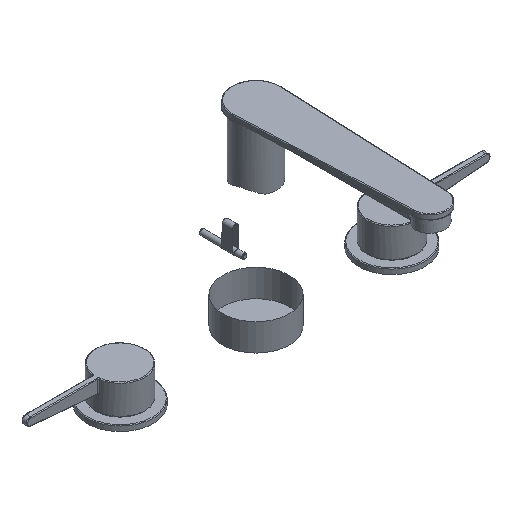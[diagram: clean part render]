
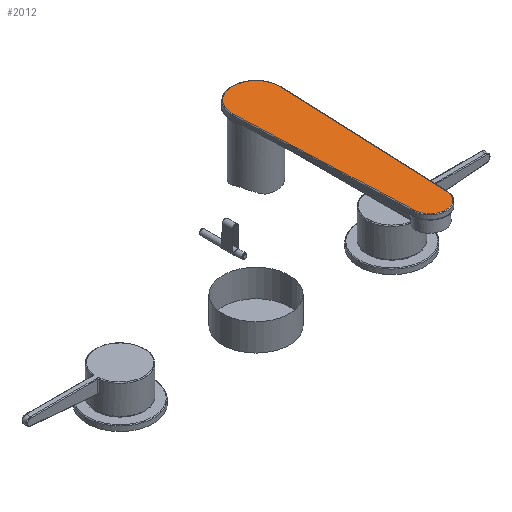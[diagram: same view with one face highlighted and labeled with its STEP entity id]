
A CAD part, isometric view. The second image highlights one B-rep face of the part: STEP entity #2012.
In plain terms, the highlighted planar face has unit normal (0, 0, 1).
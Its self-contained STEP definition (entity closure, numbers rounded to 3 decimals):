
#169=PLANE('',#2396);
#306=FACE_OUTER_BOUND('',#448,.T.);
#448=EDGE_LOOP('',(#1743,#1744,#1745,#1746));
#562=LINE('',#4221,#672);
#563=LINE('',#4228,#673);
#672=VECTOR('',#3016,127.886);
#673=VECTOR('',#3027,127.886);
#810=CIRCLE('',#2388,17.4);
#814=CIRCLE('',#2394,12.);
#995=VERTEX_POINT('',#4214);
#996=VERTEX_POINT('',#4215);
#997=VERTEX_POINT('',#4220);
#998=VERTEX_POINT('',#4224);
#1252=EDGE_CURVE('',#995,#996,#810,.T.);
#1255=EDGE_CURVE('',#995,#997,#562,.T.);
#1257=EDGE_CURVE('',#998,#997,#814,.T.);
#1259=EDGE_CURVE('',#998,#996,#563,.T.);
#1743=ORIENTED_EDGE('',*,*,#1257,.T.);
#1744=ORIENTED_EDGE('',*,*,#1255,.F.);
#1745=ORIENTED_EDGE('',*,*,#1252,.T.);
#1746=ORIENTED_EDGE('',*,*,#1259,.F.);
#2012=ADVANCED_FACE('',(#306),#169,.T.);
#2388=AXIS2_PLACEMENT_3D('',#4216,#3008,#3009);
#2394=AXIS2_PLACEMENT_3D('',#4225,#3021,#3022);
#2396=AXIS2_PLACEMENT_3D('',#4227,#3025,#3026);
#3008=DIRECTION('center_axis',(0.,0.,1.));
#3009=DIRECTION('ref_axis',(0.999,-0.042,0.));
#3016=DIRECTION('',(-0.042,-0.999,0.));
#3021=DIRECTION('center_axis',(0.,0.,1.));
#3022=DIRECTION('ref_axis',(-0.999,-0.042,0.));
#3025=DIRECTION('center_axis',(0.,0.,1.));
#3026=DIRECTION('ref_axis',(1.,0.,0.));
#3027=DIRECTION('',(-0.042,0.999,0.));
#4214=CARTESIAN_POINT('',(17.385,-14.136,121.198));
#4215=CARTESIAN_POINT('',(-17.385,-14.136,121.198));
#4216=CARTESIAN_POINT('Origin',(0.,-13.402,121.198));
#4220=CARTESIAN_POINT('',(11.989,-141.908,121.198));
#4221=CARTESIAN_POINT('',(17.385,-14.136,121.198));
#4224=CARTESIAN_POINT('',(-11.989,-141.908,121.198));
#4225=CARTESIAN_POINT('Origin',(0.,-141.402,121.198));
#4227=CARTESIAN_POINT('Origin',(-25.267,-161.231,121.198));
#4228=CARTESIAN_POINT('',(-11.989,-141.908,121.198));
